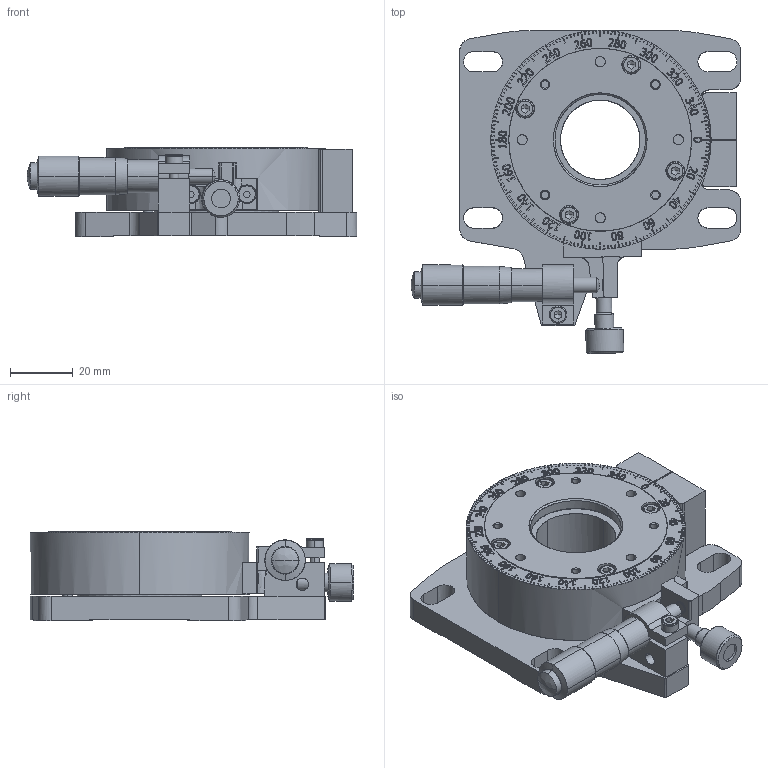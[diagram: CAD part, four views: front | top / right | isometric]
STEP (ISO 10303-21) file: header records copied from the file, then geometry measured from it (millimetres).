
FILE_DESCRIPTION(/* description */ (''),/* implementation_level */ '2;1');
FILE_NAME(/* name */ '02-RS-~1',/* time_stamp */ '2022-01-11T15:49:04+03:00',/* author */ (''),/* organization */ (''),/* preprocessor_version */ 'ST-DEVELOPER v15',/* originating_system */ '',/* authorisation */ '');
FILE_SCHEMA (('AUTOMOTIVE_DESIGN'));
Products named in the file (2): Document; Block 01
Assembly tree (1 placements, depth 2):
  Document
    Block 01
Bounding box: 105.5 x 103.41 x 28.7 mm (x, y, z)
Volume: 343.2 mm3; surface area: 46344.2 mm2
Topology: 28 solids, 2088 shells, 2330 faces, 12134 edges, 11705 vertices
Faces by surface type: bspline 2330
Entity records: 227215 total; most frequent: CARTESIAN_POINT 99527, B_SPLINE_CURVE_WITH_KNOTS 21499, ORIENTED_EDGE 12674, PCURVE 12674, DEFINITIONAL_REPRESENTATION 12674, SURFACE_CURVE 12100, EDGE_CURVE 12100, VERTEX_POINT 11705
